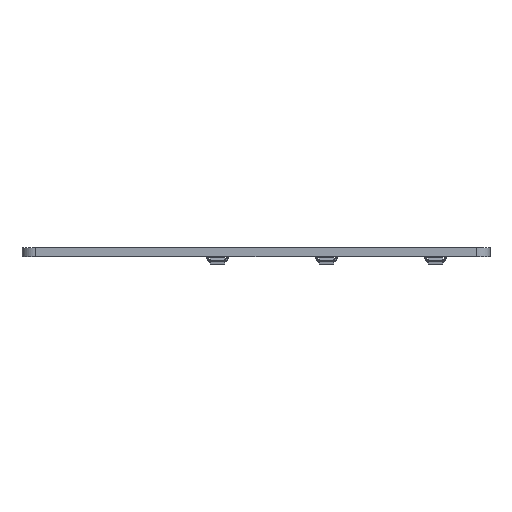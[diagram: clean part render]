
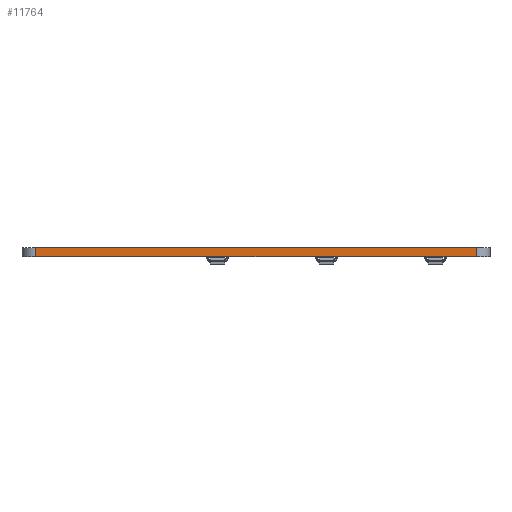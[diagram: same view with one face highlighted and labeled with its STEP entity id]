
A CAD part, left-side view. The second image highlights one B-rep face of the part: STEP entity #11764.
In plain terms, the highlighted planar face has unit normal (-1, 0, 0).
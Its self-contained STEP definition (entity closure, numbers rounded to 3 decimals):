
#4327 = PLANE('',#4328);
#4328 = AXIS2_PLACEMENT_3D('',#4329,#4330,#4331);
#4329 = CARTESIAN_POINT('',(90.091,-72.628,1.6));
#4330 = DIRECTION('',(0.,0.,1.));
#4331 = DIRECTION('',(1.,0.,0.));
#4381 = PLANE('',#4382);
#4382 = AXIS2_PLACEMENT_3D('',#4383,#4384,#4385);
#4383 = CARTESIAN_POINT('',(90.091,-72.628,0.));
#4384 = DIRECTION('',(0.,0.,1.));
#4385 = DIRECTION('',(1.,0.,0.));
#4578 = VERTEX_POINT('',#4579);
#4579 = CARTESIAN_POINT('',(30.163,-34.131,0.));
#4594 = CYLINDRICAL_SURFACE('',#4595,2.381);
#4595 = AXIS2_PLACEMENT_3D('',#4596,#4597,#4598);
#4596 = CARTESIAN_POINT('',(32.544,-34.131,0.));
#4597 = DIRECTION('',(0.,0.,-1.));
#4598 = DIRECTION('',(1.,0.,0.));
#4606 = EDGE_CURVE('',#4578,#4607,#4609,.T.);
#4607 = VERTEX_POINT('',#4608);
#4608 = CARTESIAN_POINT('',(30.163,-111.125,0.));
#4609 = SURFACE_CURVE('',#4610,(#4614,#4621),.PCURVE_S1.);
#4610 = LINE('',#4611,#4612);
#4611 = CARTESIAN_POINT('',(30.163,-34.131,0.));
#4612 = VECTOR('',#4613,1.);
#4613 = DIRECTION('',(0.,-1.,0.));
#4614 = PCURVE('',#4381,#4615);
#4615 = DEFINITIONAL_REPRESENTATION('',(#4616),#4620);
#4616 = LINE('',#4617,#4618);
#4617 = CARTESIAN_POINT('',(-59.928,38.497));
#4618 = VECTOR('',#4619,1.);
#4619 = DIRECTION('',(0.,-1.));
#4620 = ( GEOMETRIC_REPRESENTATION_CONTEXT(2) 
PARAMETRIC_REPRESENTATION_CONTEXT() REPRESENTATION_CONTEXT('2D SPACE',''
  ) );
#4621 = PCURVE('',#4622,#4627);
#4622 = PLANE('',#4623);
#4623 = AXIS2_PLACEMENT_3D('',#4624,#4625,#4626);
#4624 = CARTESIAN_POINT('',(30.163,-34.131,0.));
#4625 = DIRECTION('',(1.,0.,0.));
#4626 = DIRECTION('',(0.,-1.,0.));
#4627 = DEFINITIONAL_REPRESENTATION('',(#4628),#4632);
#4628 = LINE('',#4629,#4630);
#4629 = CARTESIAN_POINT('',(0.,0.));
#4630 = VECTOR('',#4631,1.);
#4631 = DIRECTION('',(1.,0.));
#4632 = ( GEOMETRIC_REPRESENTATION_CONTEXT(2) 
PARAMETRIC_REPRESENTATION_CONTEXT() REPRESENTATION_CONTEXT('2D SPACE',''
  ) );
#4651 = CYLINDRICAL_SURFACE('',#4652,2.381);
#4652 = AXIS2_PLACEMENT_3D('',#4653,#4654,#4655);
#4653 = CARTESIAN_POINT('',(32.544,-111.125,0.));
#4654 = DIRECTION('',(0.,0.,-1.));
#4655 = DIRECTION('',(1.,0.,0.));
#8447 = VERTEX_POINT('',#8448);
#8448 = CARTESIAN_POINT('',(30.163,-34.131,1.6));
#8470 = EDGE_CURVE('',#8447,#8471,#8473,.T.);
#8471 = VERTEX_POINT('',#8472);
#8472 = CARTESIAN_POINT('',(30.163,-111.125,1.6));
#8473 = SURFACE_CURVE('',#8474,(#8478,#8485),.PCURVE_S1.);
#8474 = LINE('',#8475,#8476);
#8475 = CARTESIAN_POINT('',(30.163,-34.131,1.6));
#8476 = VECTOR('',#8477,1.);
#8477 = DIRECTION('',(0.,-1.,0.));
#8478 = PCURVE('',#4327,#8479);
#8479 = DEFINITIONAL_REPRESENTATION('',(#8480),#8484);
#8480 = LINE('',#8481,#8482);
#8481 = CARTESIAN_POINT('',(-59.928,38.497));
#8482 = VECTOR('',#8483,1.);
#8483 = DIRECTION('',(0.,-1.));
#8484 = ( GEOMETRIC_REPRESENTATION_CONTEXT(2) 
PARAMETRIC_REPRESENTATION_CONTEXT() REPRESENTATION_CONTEXT('2D SPACE',''
  ) );
#8485 = PCURVE('',#4622,#8486);
#8486 = DEFINITIONAL_REPRESENTATION('',(#8487),#8491);
#8487 = LINE('',#8488,#8489);
#8488 = CARTESIAN_POINT('',(0.,-1.6));
#8489 = VECTOR('',#8490,1.);
#8490 = DIRECTION('',(1.,0.));
#8491 = ( GEOMETRIC_REPRESENTATION_CONTEXT(2) 
PARAMETRIC_REPRESENTATION_CONTEXT() REPRESENTATION_CONTEXT('2D SPACE',''
  ) );
#11714 = EDGE_CURVE('',#4607,#8471,#11715,.T.);
#11715 = SURFACE_CURVE('',#11716,(#11720,#11727),.PCURVE_S1.);
#11716 = LINE('',#11717,#11718);
#11717 = CARTESIAN_POINT('',(30.163,-111.125,0.));
#11718 = VECTOR('',#11719,1.);
#11719 = DIRECTION('',(0.,0.,1.));
#11720 = PCURVE('',#4651,#11721);
#11721 = DEFINITIONAL_REPRESENTATION('',(#11722),#11726);
#11722 = LINE('',#11723,#11724);
#11723 = CARTESIAN_POINT('',(-3.142,0.));
#11724 = VECTOR('',#11725,1.);
#11725 = DIRECTION('',(0.,-1.));
#11726 = ( GEOMETRIC_REPRESENTATION_CONTEXT(2) 
PARAMETRIC_REPRESENTATION_CONTEXT() REPRESENTATION_CONTEXT('2D SPACE',''
  ) );
#11727 = PCURVE('',#4622,#11728);
#11728 = DEFINITIONAL_REPRESENTATION('',(#11729),#11733);
#11729 = LINE('',#11730,#11731);
#11730 = CARTESIAN_POINT('',(76.994,0.));
#11731 = VECTOR('',#11732,1.);
#11732 = DIRECTION('',(0.,-1.));
#11733 = ( GEOMETRIC_REPRESENTATION_CONTEXT(2) 
PARAMETRIC_REPRESENTATION_CONTEXT() REPRESENTATION_CONTEXT('2D SPACE',''
  ) );
#11743 = EDGE_CURVE('',#4578,#8447,#11744,.T.);
#11744 = SURFACE_CURVE('',#11745,(#11749,#11756),.PCURVE_S1.);
#11745 = LINE('',#11746,#11747);
#11746 = CARTESIAN_POINT('',(30.163,-34.131,0.));
#11747 = VECTOR('',#11748,1.);
#11748 = DIRECTION('',(0.,0.,1.));
#11749 = PCURVE('',#4594,#11750);
#11750 = DEFINITIONAL_REPRESENTATION('',(#11751),#11755);
#11751 = LINE('',#11752,#11753);
#11752 = CARTESIAN_POINT('',(-3.142,0.));
#11753 = VECTOR('',#11754,1.);
#11754 = DIRECTION('',(0.,-1.));
#11755 = ( GEOMETRIC_REPRESENTATION_CONTEXT(2) 
PARAMETRIC_REPRESENTATION_CONTEXT() REPRESENTATION_CONTEXT('2D SPACE',''
  ) );
#11756 = PCURVE('',#4622,#11757);
#11757 = DEFINITIONAL_REPRESENTATION('',(#11758),#11762);
#11758 = LINE('',#11759,#11760);
#11759 = CARTESIAN_POINT('',(0.,0.));
#11760 = VECTOR('',#11761,1.);
#11761 = DIRECTION('',(0.,-1.));
#11762 = ( GEOMETRIC_REPRESENTATION_CONTEXT(2) 
PARAMETRIC_REPRESENTATION_CONTEXT() REPRESENTATION_CONTEXT('2D SPACE',''
  ) );
#11764 = ADVANCED_FACE('',(#11765),#4622,.F.);
#11765 = FACE_BOUND('',#11766,.F.);
#11766 = EDGE_LOOP('',(#11767,#11768,#11769,#11770));
#11767 = ORIENTED_EDGE('',*,*,#11743,.T.);
#11768 = ORIENTED_EDGE('',*,*,#8470,.T.);
#11769 = ORIENTED_EDGE('',*,*,#11714,.F.);
#11770 = ORIENTED_EDGE('',*,*,#4606,.F.);
